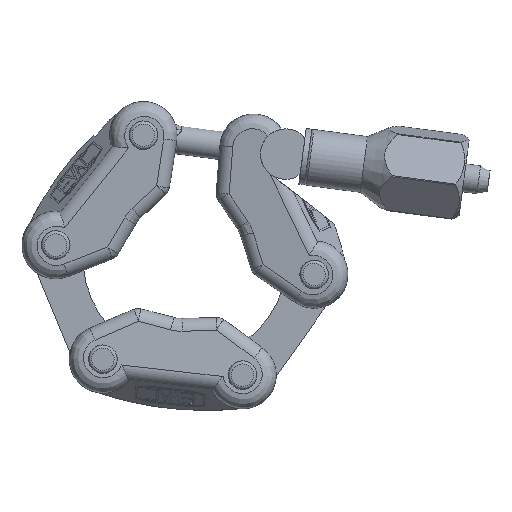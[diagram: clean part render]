
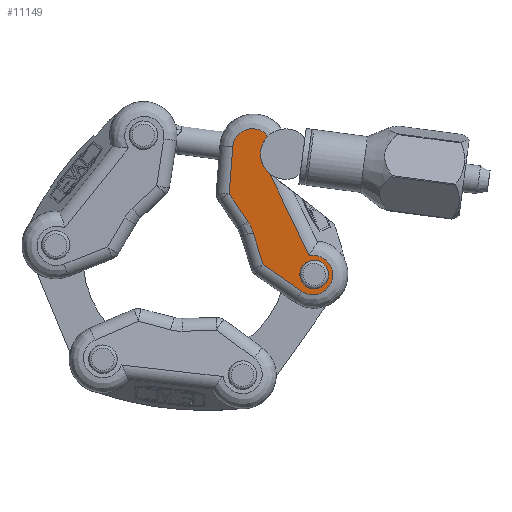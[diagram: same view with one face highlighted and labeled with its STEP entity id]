
A CAD part, left-side view. The second image highlights one B-rep face of the part: STEP entity #11149.
In plain terms, the highlighted face is planar.
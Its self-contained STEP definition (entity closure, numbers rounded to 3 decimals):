
#513=PLANE('',#11985);
#1361=LINE('',#20217,#2392);
#1362=LINE('',#20245,#2393);
#1363=LINE('',#20271,#2394);
#1365=LINE('',#20301,#2396);
#1520=LINE('',#20967,#2551);
#2392=VECTOR('',#13807,1000.);
#2393=VECTOR('',#13810,1000.);
#2394=VECTOR('',#13815,1000.);
#2396=VECTOR('',#13819,1000.);
#2551=VECTOR('',#14124,1000.);
#3001=B_SPLINE_CURVE_WITH_KNOTS('',3,(#20975,#20976,#20977,#20978,#20979,
#20980,#20981),.UNSPECIFIED.,.F.,.F.,(4,1,1,1,4),(0.,0.25,0.5,0.75,1.),
 .UNSPECIFIED.);
#3002=B_SPLINE_CURVE_WITH_KNOTS('',3,(#20982,#20983,#20984,#20985),
 .UNSPECIFIED.,.F.,.F.,(4,4),(0.,1.),.UNSPECIFIED.);
#3003=B_SPLINE_CURVE_WITH_KNOTS('',3,(#20986,#20987,#20988,#20989,#20990,
#20991,#20992,#20993,#20994,#20995),.UNSPECIFIED.,.F.,.F.,(4,1,1,1,1,1,
1,4),(0.,0.125,0.25,0.375,0.5,0.625,0.75,1.),.UNSPECIFIED.);
#5773=ORIENTED_EDGE('',*,*,#7804,.T.);
#5774=ORIENTED_EDGE('',*,*,#7634,.T.);
#5775=ORIENTED_EDGE('',*,*,#7806,.T.);
#5776=ORIENTED_EDGE('',*,*,#7569,.F.);
#5777=ORIENTED_EDGE('',*,*,#7562,.F.);
#5778=ORIENTED_EDGE('',*,*,#7807,.F.);
#5779=ORIENTED_EDGE('',*,*,#7556,.F.);
#5780=ORIENTED_EDGE('',*,*,#7550,.F.);
#5781=ORIENTED_EDGE('',*,*,#7808,.T.);
#5782=ORIENTED_EDGE('',*,*,#7666,.F.);
#7550=EDGE_CURVE('',#8806,#8800,#1361,.T.);
#7556=EDGE_CURVE('',#8800,#8807,#1362,.T.);
#7562=EDGE_CURVE('',#8817,#8812,#1363,.T.);
#7569=EDGE_CURVE('',#8812,#8818,#1365,.T.);
#7634=EDGE_CURVE('',#8877,#8878,#9167,.T.);
#7666=EDGE_CURVE('',#8903,#8903,#9169,.T.);
#7804=EDGE_CURVE('',#9001,#8877,#1520,.T.);
#7806=EDGE_CURVE('',#8878,#8818,#3001,.T.);
#7807=EDGE_CURVE('',#8807,#8817,#3002,.F.);
#7808=EDGE_CURVE('',#8806,#9001,#3003,.T.);
#8800=VERTEX_POINT('',#20193);
#8806=VERTEX_POINT('',#20216);
#8807=VERTEX_POINT('',#20223);
#8812=VERTEX_POINT('',#20252);
#8817=VERTEX_POINT('',#20270);
#8818=VERTEX_POINT('',#20277);
#8877=VERTEX_POINT('',#20571);
#8878=VERTEX_POINT('',#20572);
#8903=VERTEX_POINT('',#20695);
#9001=VERTEX_POINT('',#20968);
#9167=ELLIPSE('',#11926,4.517,4.5);
#9169=ELLIPSE('',#11940,2.56,2.55);
#9707=EDGE_LOOP('',(#5773,#5774,#5775,#5776,#5777,#5778,#5779,#5780,#5781));
#9708=EDGE_LOOP('',(#5782));
#10396=FACE_BOUND('',#9707,.T.);
#10397=FACE_BOUND('',#9708,.T.);
#11149=ADVANCED_FACE('',(#10396,#10397),#513,.T.);
#11926=AXIS2_PLACEMENT_3D('',#20570,#13874,#13875);
#11940=AXIS2_PLACEMENT_3D('',#20694,#13912,#13913);
#11985=AXIS2_PLACEMENT_3D('',#20974,#14125,#14126);
#13807=DIRECTION('',(-0.044,-0.5,0.865));
#13810=DIRECTION('',(0.013,0.148,0.989));
#13815=DIRECTION('',(-0.013,-0.148,0.989));
#13819=DIRECTION('',(0.044,0.5,0.865));
#13874=DIRECTION('',(-0.996,0.087,0.));
#13875=DIRECTION('',(0.087,0.996,0.));
#13912=DIRECTION('',(0.996,-0.087,0.));
#13913=DIRECTION('',(-0.087,-0.996,0.));
#14124=DIRECTION('',(0.,0.,1.));
#14125=DIRECTION('',(0.996,-0.087,0.));
#14126=DIRECTION('',(0.,0.,-1.));
#20193=CARTESIAN_POINT('',(9.304,-6.211,-6.98));
#20216=CARTESIAN_POINT('',(9.671,-2.014,-14.25));
#20217=CARTESIAN_POINT('',(9.671,-2.014,-14.25));
#20223=CARTESIAN_POINT('',(9.381,-5.334,-1.109));
#20245=CARTESIAN_POINT('',(9.304,-6.211,-6.98));
#20252=CARTESIAN_POINT('',(9.304,-6.211,6.98));
#20270=CARTESIAN_POINT('',(9.381,-5.334,1.109));
#20271=CARTESIAN_POINT('',(9.381,-5.334,1.109));
#20277=CARTESIAN_POINT('',(9.671,-2.014,14.25));
#20301=CARTESIAN_POINT('',(9.304,-6.211,6.98));
#20570=CARTESIAN_POINT('',(10.367,5.935,9.));
#20571=CARTESIAN_POINT('',(10.011,1.87,7.07));
#20572=CARTESIAN_POINT('',(10.236,4.437,13.243));
#20694=CARTESIAN_POINT('',(9.956,1.235,-12.5));
#20695=CARTESIAN_POINT('',(9.733,-1.315,-12.5));
#20967=CARTESIAN_POINT('',(10.011,1.87,-9.105));
#20968=CARTESIAN_POINT('',(10.011,1.87,-9.105));
#20974=CARTESIAN_POINT('',(10.011,1.87,0.));
#20975=CARTESIAN_POINT('',(10.236,4.437,13.243));
#20976=CARTESIAN_POINT('',(10.223,4.288,13.932));
#20977=CARTESIAN_POINT('',(10.16,3.567,15.203));
#20978=CARTESIAN_POINT('',(9.987,1.59,16.174));
#20979=CARTESIAN_POINT('',(9.796,-0.588,15.851));
#20980=CARTESIAN_POINT('',(9.702,-1.661,14.861));
#20981=CARTESIAN_POINT('',(9.671,-2.014,14.25));
#20982=CARTESIAN_POINT('',(9.381,-5.334,1.109));
#20983=CARTESIAN_POINT('',(9.391,-5.224,0.374));
#20984=CARTESIAN_POINT('',(9.391,-5.224,-0.373));
#20985=CARTESIAN_POINT('',(9.381,-5.334,-1.109));
#20986=CARTESIAN_POINT('',(9.671,-2.014,-14.25));
#20987=CARTESIAN_POINT('',(9.697,-1.726,-14.749));
#20988=CARTESIAN_POINT('',(9.769,-0.902,-15.598));
#20989=CARTESIAN_POINT('',(9.917,0.793,-16.138));
#20990=CARTESIAN_POINT('',(10.07,2.541,-15.811));
#20991=CARTESIAN_POINT('',(10.191,3.926,-14.696));
#20992=CARTESIAN_POINT('',(10.252,4.617,-13.06));
#20993=CARTESIAN_POINT('',(10.233,4.406,-10.692));
#20994=CARTESIAN_POINT('',(10.108,2.98,-9.384));
#20995=CARTESIAN_POINT('',(10.011,1.87,-9.105));
